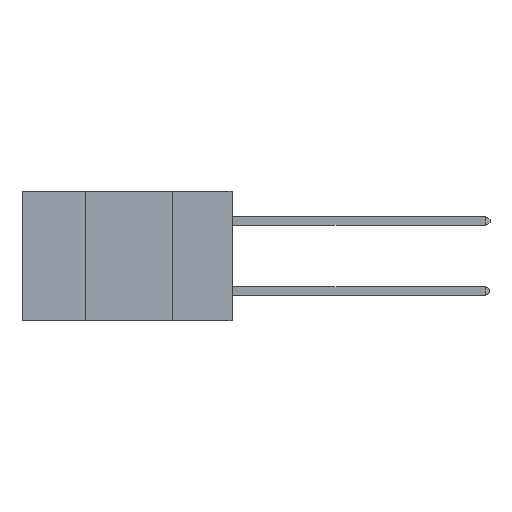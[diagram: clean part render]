
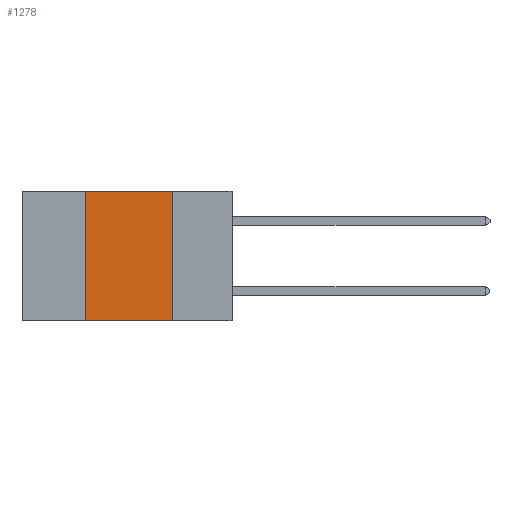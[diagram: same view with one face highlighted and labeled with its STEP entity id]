
A CAD part, left-side view. The second image highlights one B-rep face of the part: STEP entity #1278.
In plain terms, the highlighted planar face has unit normal (-1, 0, 0).
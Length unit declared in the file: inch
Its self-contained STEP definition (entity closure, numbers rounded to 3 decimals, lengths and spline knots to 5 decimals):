
#98 = VERTEX_POINT ( 'NONE', #7642 ) ;
#228 = DIRECTION ( 'NONE',  ( 0., 0., 1. ) ) ;
#441 = VECTOR ( 'NONE', #5902, 39.37008 ) ;
#1278 = ADVANCED_FACE ( 'NONE', ( #13128 ), #1785, .F. ) ;
#1751 = EDGE_CURVE ( 'NONE', #5336, #11166, #8861, .T. ) ;
#1785 = PLANE ( 'NONE',  #4914 ) ;
#1834 = CARTESIAN_POINT ( 'NONE',  ( 0., 0.6, 0. ) ) ;
#2013 = DIRECTION ( 'NONE',  ( 0., 0., -1. ) ) ;
#2316 = EDGE_CURVE ( 'NONE', #98, #9857, #11850, .T. ) ;
#2749 = CARTESIAN_POINT ( 'NONE',  ( 0., 0.6, -0.37 ) ) ;
#3176 = CARTESIAN_POINT ( 'NONE',  ( 0., 0.17, -0.37 ) ) ;
#3432 = DIRECTION ( 'NONE',  ( 1., 0., 0. ) ) ;
#3698 = ORIENTED_EDGE ( 'NONE', *, *, #2316, .F. ) ;
#4174 = LINE ( 'NONE', #7125, #6590 ) ;
#4219 = ORIENTED_EDGE ( 'NONE', *, *, #11549, .T. ) ;
#4914 = AXIS2_PLACEMENT_3D ( 'NONE', #1834, #3432, #2013 ) ;
#5019 = DIRECTION ( 'NONE',  ( 0., -1., 0. ) ) ;
#5044 = VECTOR ( 'NONE', #9961, 39.37008 ) ;
#5169 = CARTESIAN_POINT ( 'NONE',  ( 0., 0.17, 0. ) ) ;
#5336 = VERTEX_POINT ( 'NONE', #11823 ) ;
#5902 = DIRECTION ( 'NONE',  ( 0., 0., -1. ) ) ;
#6404 = EDGE_LOOP ( 'NONE', ( #9369, #11720, #3698, #4219 ) ) ;
#6590 = VECTOR ( 'NONE', #5019, 39.37008 ) ;
#7125 = CARTESIAN_POINT ( 'NONE',  ( 0., 0.6, 0. ) ) ;
#7642 = CARTESIAN_POINT ( 'NONE',  ( 0., 0.42, -0.37 ) ) ;
#8861 = LINE ( 'NONE', #5169, #441 ) ;
#9180 = EDGE_CURVE ( 'NONE', #9857, #5336, #4174, .T. ) ;
#9369 = ORIENTED_EDGE ( 'NONE', *, *, #1751, .F. ) ;
#9857 = VERTEX_POINT ( 'NONE', #11366 ) ;
#9961 = DIRECTION ( 'NONE',  ( 0., -1., 0. ) ) ;
#11166 = VERTEX_POINT ( 'NONE', #3176 ) ;
#11249 = VECTOR ( 'NONE', #228, 39.37008 ) ;
#11366 = CARTESIAN_POINT ( 'NONE',  ( 0., 0.42, 0. ) ) ;
#11549 = EDGE_CURVE ( 'NONE', #98, #11166, #13170, .T. ) ;
#11720 = ORIENTED_EDGE ( 'NONE', *, *, #9180, .F. ) ;
#11823 = CARTESIAN_POINT ( 'NONE',  ( 0., 0.17, 0. ) ) ;
#11850 = LINE ( 'NONE', #12665, #11249 ) ;
#12665 = CARTESIAN_POINT ( 'NONE',  ( 0., 0.42, 0. ) ) ;
#13128 = FACE_OUTER_BOUND ( 'NONE', #6404, .T. ) ;
#13170 = LINE ( 'NONE', #2749, #5044 ) ;
